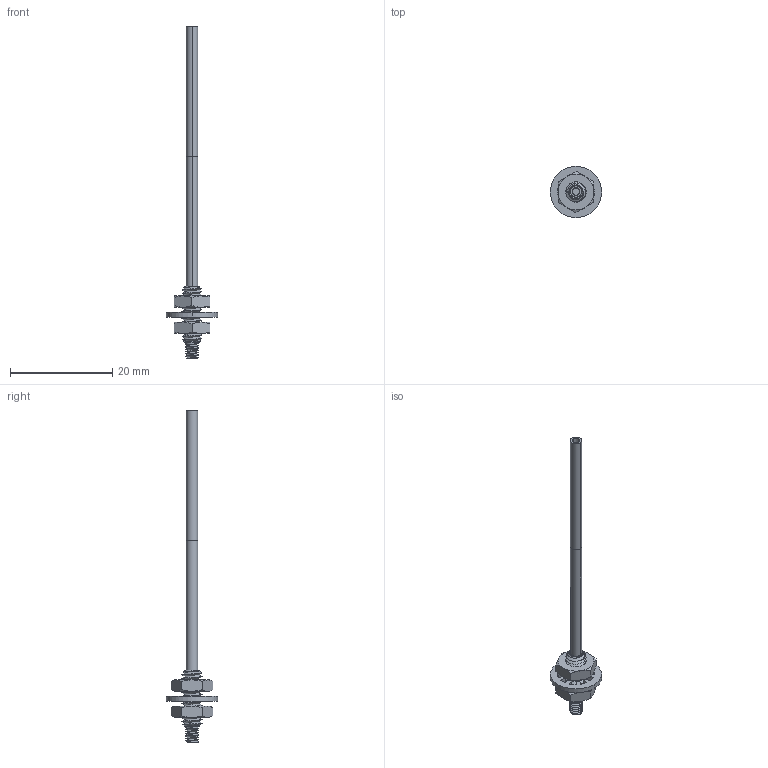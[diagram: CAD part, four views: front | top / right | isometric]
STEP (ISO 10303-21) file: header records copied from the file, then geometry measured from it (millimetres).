
FILE_DESCRIPTION((''),'2;1');
FILE_NAME('161887_ASM','2016-01-05T',('pdmadmin'),(''),'PRO/ENGINEER BY PARAMETRIC TECHNOLOGY CORPORATION, 2013230','PRO/ENGINEER BY PARAMETRIC TECHNOLOGY CORPORATION, 2013230','');
FILE_SCHEMA(('CONFIG_CONTROL_DESIGN'));
Products named in the file (6): 39943; 39681; 08394_M4_ITLW_NI; 08397_M4_X_0_7_HEX_JAM_NUT_NI; FIBER_CORE_060; 161887_ASM
Assembly tree (7 placements, depth 2):
  161887_ASM
    39943
    39681  x2
    08394_M4_ITLW_NI
    08397_M4_X_0_7_HEX_JAM_NUT_NI  x2
    FIBER_CORE_060
Bounding box: 10 x 10 x 64.8 mm (x, y, z)
Volume: 351.4 mm3; surface area: 1458.2 mm2
Topology: 7 solids, 7 shells, 260 faces, 644 edges, 398 vertices
Faces by surface type: cylinder 124, cone 72, plane 48, bspline 16
Entity records: 10894 total; most frequent: CARTESIAN_POINT 5916, ORIENTED_EDGE 1056, DIRECTION 965, EDGE_CURVE 528, AXIS2_PLACEMENT_3D 375, VERTEX_POINT 334, VECTOR 215, LINE 215
